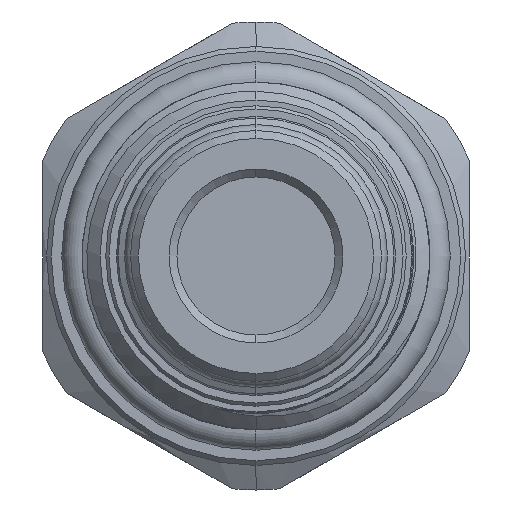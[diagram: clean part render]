
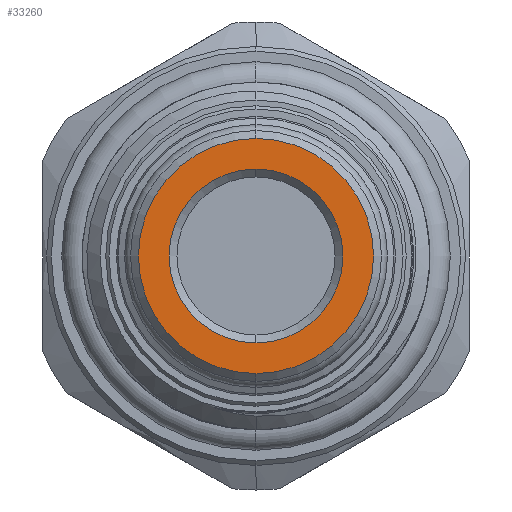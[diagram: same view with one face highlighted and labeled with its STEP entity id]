
A CAD part, left-side view. The second image highlights one B-rep face of the part: STEP entity #33260.
In plain terms, the highlighted planar face has unit normal (-1, 0, 0).
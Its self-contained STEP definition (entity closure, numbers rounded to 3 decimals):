
#46 = ORIENTED_EDGE ( 'NONE', *, *, #1656, .T. ) ;
#238 = CARTESIAN_POINT ( 'NONE',  ( -35.55, 0., -7.435 ) ) ;
#1156 = AXIS2_PLACEMENT_3D ( 'NONE', #26960, #7040, #18350 ) ;
#1608 = CARTESIAN_POINT ( 'NONE',  ( -35.55, 0., -7.435 ) ) ;
#1656 = EDGE_CURVE ( 'NONE', #13715, #12692, #3318, .T. ) ;
#3318 = CIRCLE ( 'NONE', #8650, 5.5 ) ;
#3832 = EDGE_CURVE ( 'NONE', #6094, #4016, #11857, .T. ) ;
#4016 = VERTEX_POINT ( 'NONE', #1608 ) ;
#5716 = DIRECTION ( 'NONE',  ( 0., 0., -1. ) ) ;
#5743 = DIRECTION ( 'NONE',  ( 0., 0., -1. ) ) ;
#5882 = DIRECTION ( 'NONE',  ( 0., 0., -1. ) ) ;
#6094 = VERTEX_POINT ( 'NONE', #32489 ) ;
#6157 = EDGE_CURVE ( 'NONE', #4016, #6094, #8697, .T. ) ;
#7040 = DIRECTION ( 'NONE',  ( -1., 0., 0. ) ) ;
#7397 = EDGE_LOOP ( 'NONE', ( #15370, #10257 ) ) ;
#7555 = DIRECTION ( 'NONE',  ( -1., 0., 0. ) ) ;
#8650 = AXIS2_PLACEMENT_3D ( 'NONE', #14495, #11716, #5882 ) ;
#8697 = CIRCLE ( 'NONE', #1156, 7.435 ) ;
#10257 = ORIENTED_EDGE ( 'NONE', *, *, #3832, .T. ) ;
#11716 = DIRECTION ( 'NONE',  ( 1., 0., 0. ) ) ;
#11857 = CIRCLE ( 'NONE', #32741, 7.435 ) ;
#12430 = FACE_BOUND ( 'NONE', #30505, .T. ) ;
#12692 = VERTEX_POINT ( 'NONE', #13908 ) ;
#13715 = VERTEX_POINT ( 'NONE', #31323 ) ;
#13908 = CARTESIAN_POINT ( 'NONE',  ( -35.55, 0., 5.5 ) ) ;
#14495 = CARTESIAN_POINT ( 'NONE',  ( -35.55, 0., 0. ) ) ;
#15370 = ORIENTED_EDGE ( 'NONE', *, *, #6157, .T. ) ;
#18350 = DIRECTION ( 'NONE',  ( 0., 0., 1. ) ) ;
#19113 = CARTESIAN_POINT ( 'NONE',  ( -35.55, 0., 0. ) ) ;
#21651 = DIRECTION ( 'NONE',  ( 0., 0., 1. ) ) ;
#22103 = AXIS2_PLACEMENT_3D ( 'NONE', #28837, #31606, #5743 ) ;
#23089 = DIRECTION ( 'NONE',  ( 1., 0., 0. ) ) ;
#25572 = CIRCLE ( 'NONE', #22103, 5.5 ) ;
#26960 = CARTESIAN_POINT ( 'NONE',  ( -35.55, 0., 0. ) ) ;
#28837 = CARTESIAN_POINT ( 'NONE',  ( -35.55, 0., 0. ) ) ;
#29189 = ORIENTED_EDGE ( 'NONE', *, *, #32265, .T. ) ;
#30505 = EDGE_LOOP ( 'NONE', ( #29189, #46 ) ) ;
#31323 = CARTESIAN_POINT ( 'NONE',  ( -35.55, 0., -5.5 ) ) ;
#31503 = FACE_OUTER_BOUND ( 'NONE', #7397, .T. ) ;
#31606 = DIRECTION ( 'NONE',  ( 1., 0., 0. ) ) ;
#32265 = EDGE_CURVE ( 'NONE', #12692, #13715, #25572, .T. ) ;
#32489 = CARTESIAN_POINT ( 'NONE',  ( -35.55, 0., 7.435 ) ) ;
#32741 = AXIS2_PLACEMENT_3D ( 'NONE', #19113, #7555, #21651 ) ;
#33260 = ADVANCED_FACE ( 'NONE', ( #12430, #31503 ), #34645, .F. ) ;
#34645 = PLANE ( 'NONE',  #36478 ) ;
#36478 = AXIS2_PLACEMENT_3D ( 'NONE', #238, #23089, #5716 ) ;
